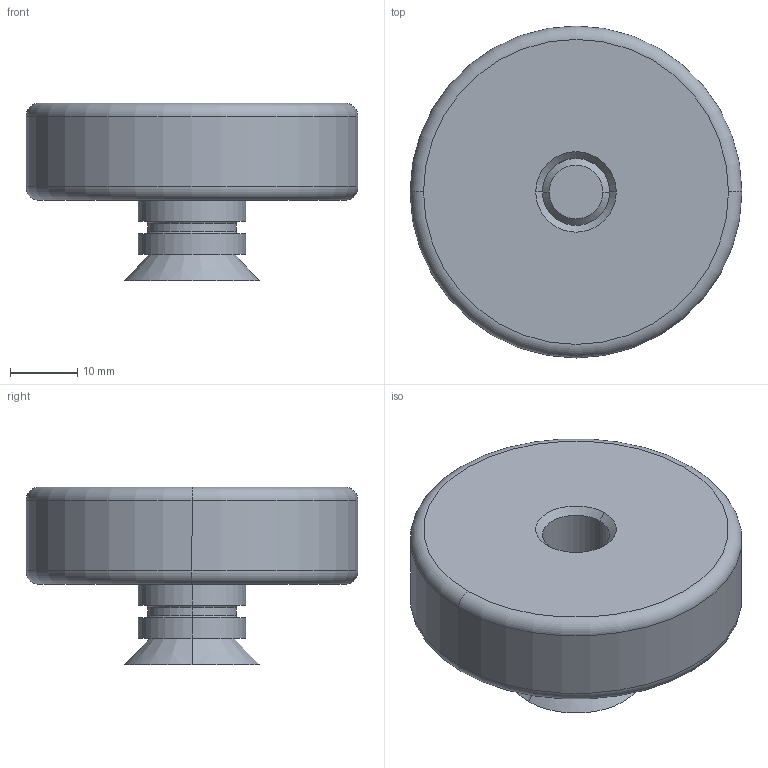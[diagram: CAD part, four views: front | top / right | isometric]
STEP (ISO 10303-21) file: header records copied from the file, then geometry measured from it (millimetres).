
FILE_DESCRIPTION(('STEP AP214'),'1');
FILE_NAME('160720.STP','2011-09-08T13:44:12',(' '),(' '),'Spatial InterOp 3D',' ',' ');
FILE_SCHEMA(('automotive_design'));
Length unit declared in the file: millimetre
Products named in the file (2): Kegelstumpf; Zylinder
Bounding box: 49.5 x 49.5 x 26.5 mm (x, y, z)
Volume: 28820.4 mm3; surface area: 7950.6 mm2
Topology: 2 solids, 2 shells, 41 faces, 84 edges, 50 vertices
Faces by surface type: plane 13, cylinder 12, cone 8, torus 8
Entity records: 1459 total; most frequent: DIRECTION 216, CARTESIAN_POINT 177, ORIENTED_EDGE 168, AXIS2_PLACEMENT_3D 89, EDGE_CURVE 84, VERTEX_POINT 50, EDGE_LOOP 46, CIRCLE 46
